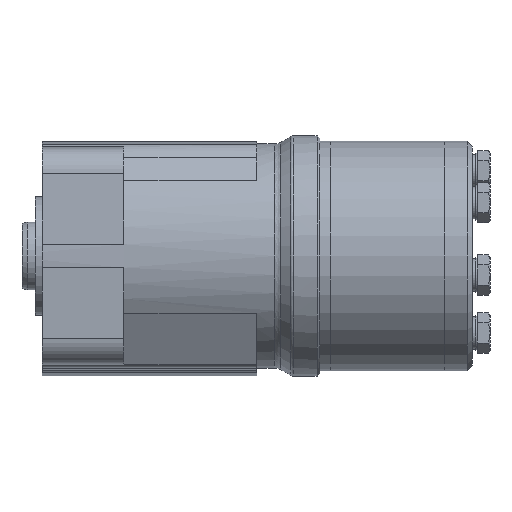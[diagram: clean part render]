
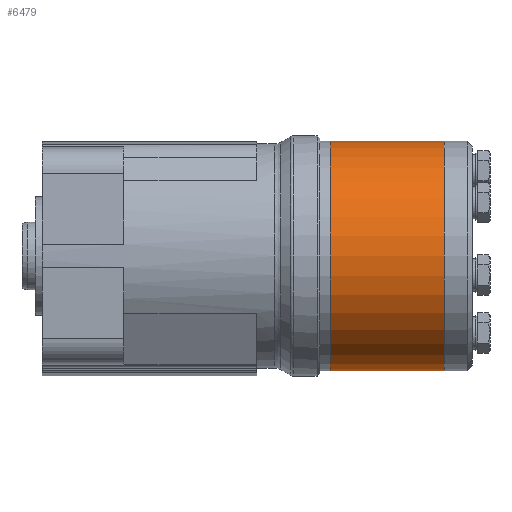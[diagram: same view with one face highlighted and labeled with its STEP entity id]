
A CAD part, front view. The second image highlights one B-rep face of the part: STEP entity #6479.
In plain terms, the highlighted cylindrical face has radius 43 mm (diameter 86 mm), a full revolution.
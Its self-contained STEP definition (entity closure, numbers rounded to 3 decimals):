
#233=CYLINDRICAL_SURFACE('',#7055,43.);
#543=CIRCLE('',#7056,43.);
#544=CIRCLE('',#7057,43.);
#1417=ORIENTED_EDGE('',*,*,#2941,.F.);
#1418=ORIENTED_EDGE('',*,*,#2942,.T.);
#2941=EDGE_CURVE('',#3736,#3736,#543,.T.);
#2942=EDGE_CURVE('',#3737,#3737,#544,.T.);
#3736=VERTEX_POINT('',#10475);
#3737=VERTEX_POINT('',#10477);
#5187=EDGE_LOOP('',(#1417));
#5188=EDGE_LOOP('',(#1418));
#5738=FACE_BOUND('',#5187,.T.);
#5739=FACE_BOUND('',#5188,.T.);
#6479=ADVANCED_FACE('',(#5738,#5739),#233,.T.);
#7055=AXIS2_PLACEMENT_3D('',#10473,#8233,#8234);
#7056=AXIS2_PLACEMENT_3D('',#10474,#8235,#8236);
#7057=AXIS2_PLACEMENT_3D('',#10476,#8237,#8238);
#8233=DIRECTION('',(-1.,0.,0.));
#8234=DIRECTION('',(0.,0.,1.));
#8235=DIRECTION('',(1.,0.,0.));
#8236=DIRECTION('',(0.,0.,-1.));
#8237=DIRECTION('',(1.,0.,0.));
#8238=DIRECTION('',(0.,0.,-1.));
#10473=CARTESIAN_POINT('',(42.67,0.,0.));
#10474=CARTESIAN_POINT('',(42.67,0.,0.));
#10475=CARTESIAN_POINT('',(42.67,0.,-43.));
#10476=CARTESIAN_POINT('',(0.,0.,0.));
#10477=CARTESIAN_POINT('',(0.,0.,-43.));
